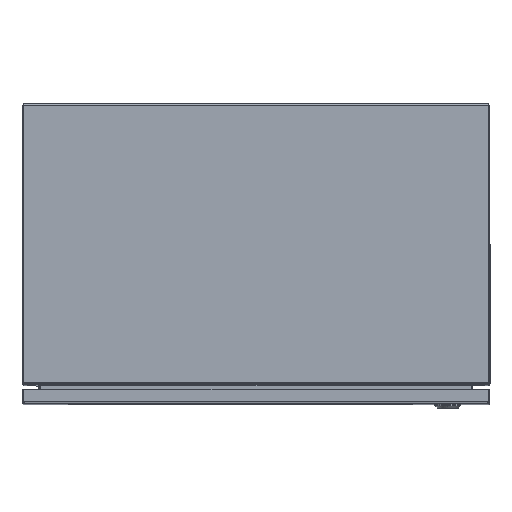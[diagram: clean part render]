
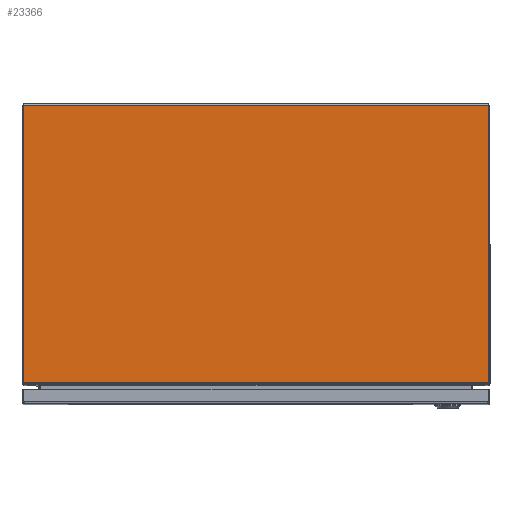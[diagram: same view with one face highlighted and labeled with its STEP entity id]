
A CAD part, top view. The second image highlights one B-rep face of the part: STEP entity #23366.
In plain terms, the highlighted planar face has unit normal (0, 0, 1).
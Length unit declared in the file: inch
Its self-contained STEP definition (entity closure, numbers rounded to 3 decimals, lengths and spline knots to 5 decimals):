
#554 = VERTEX_POINT ( 'NONE', #15757 ) ;
#826 = PLANE ( 'NONE',  #12921 ) ;
#1315 = CARTESIAN_POINT ( 'NONE',  ( -9.943, -0.086, 10. ) ) ;
#2639 = CARTESIAN_POINT ( 'NONE',  ( 9.943, -0.086, 10. ) ) ;
#3374 = EDGE_CURVE ( 'NONE', #15727, #13962, #33829, .T. ) ;
#3820 = DIRECTION ( 'NONE',  ( 0., 1., 0. ) ) ;
#4690 = LINE ( 'NONE', #13264, #16093 ) ;
#5845 = CARTESIAN_POINT ( 'NONE',  ( 9.943, -0.057, 10. ) ) ;
#6031 = DIRECTION ( 'NONE',  ( 0., 1., 0. ) ) ;
#8918 = ORIENTED_EDGE ( 'NONE', *, *, #34548, .T. ) ;
#9202 = VERTEX_POINT ( 'NONE', #12370 ) ;
#9435 = DIRECTION ( 'NONE',  ( 0., 1., 0. ) ) ;
#10769 = CIRCLE ( 'NONE', #13144, 0.188 ) ;
#11014 = DIRECTION ( 'NONE',  ( 0., -1., 0. ) ) ;
#11046 = ORIENTED_EDGE ( 'NONE', *, *, #21193, .T. ) ;
#11481 = FACE_OUTER_BOUND ( 'NONE', #32543, .T. ) ;
#11844 = DIRECTION ( 'NONE',  ( 0., 0., -1. ) ) ;
#12041 = CARTESIAN_POINT ( 'NONE',  ( 9.9401, -11.914, 10. ) ) ;
#12230 = CARTESIAN_POINT ( 'NONE',  ( -9.943, -11.943, 10. ) ) ;
#12370 = CARTESIAN_POINT ( 'NONE',  ( -9.9401, -11.914, 10. ) ) ;
#12407 = CARTESIAN_POINT ( 'NONE',  ( -9.755, -11.88112, 10. ) ) ;
#12921 = AXIS2_PLACEMENT_3D ( 'NONE', #12230, #35051, #9435 ) ;
#13080 = DIRECTION ( 'NONE',  ( 1., 0., 0. ) ) ;
#13144 = AXIS2_PLACEMENT_3D ( 'NONE', #12407, #11844, #3820 ) ;
#13264 = CARTESIAN_POINT ( 'NONE',  ( -9.943, -0.057, 10. ) ) ;
#13962 = VERTEX_POINT ( 'NONE', #2639 ) ;
#14046 = LINE ( 'NONE', #5845, #15881 ) ;
#14735 = DIRECTION ( 'NONE',  ( 0., 1., 0. ) ) ;
#15727 = VERTEX_POINT ( 'NONE', #1315 ) ;
#15757 = CARTESIAN_POINT ( 'NONE',  ( -9.943, -11.88112, 10. ) ) ;
#15881 = VECTOR ( 'NONE', #6031, 39.37008 ) ;
#16093 = VECTOR ( 'NONE', #11014, 39.37008 ) ;
#16376 = EDGE_CURVE ( 'NONE', #9202, #554, #10769, .T. ) ;
#16380 = CARTESIAN_POINT ( 'NONE',  ( 9.943, -11.88112, 10. ) ) ;
#16643 = ORIENTED_EDGE ( 'NONE', *, *, #24460, .F. ) ;
#19267 = CARTESIAN_POINT ( 'NONE',  ( -9.943, -0.086, 10. ) ) ;
#19734 = LINE ( 'NONE', #19924, #21936 ) ;
#19924 = CARTESIAN_POINT ( 'NONE',  ( -9.943, -11.914, 10. ) ) ;
#20630 = AXIS2_PLACEMENT_3D ( 'NONE', #22116, #23168, #14735 ) ;
#21193 = EDGE_CURVE ( 'NONE', #15727, #554, #4690, .T. ) ;
#21576 = VERTEX_POINT ( 'NONE', #16380 ) ;
#21936 = VECTOR ( 'NONE', #28506, 39.37008 ) ;
#22116 = CARTESIAN_POINT ( 'NONE',  ( 9.755, -11.88112, 10. ) ) ;
#22470 = EDGE_CURVE ( 'NONE', #21576, #23254, #33751, .T. ) ;
#23168 = DIRECTION ( 'NONE',  ( 0., 0., -1. ) ) ;
#23254 = VERTEX_POINT ( 'NONE', #12041 ) ;
#23366 = ADVANCED_FACE ( 'NONE', ( #11481 ), #826, .F. ) ;
#24460 = EDGE_CURVE ( 'NONE', #23254, #9202, #19734, .T. ) ;
#27049 = ORIENTED_EDGE ( 'NONE', *, *, #3374, .F. ) ;
#28506 = DIRECTION ( 'NONE',  ( -1., 0., 0. ) ) ;
#32314 = ORIENTED_EDGE ( 'NONE', *, *, #16376, .F. ) ;
#32543 = EDGE_LOOP ( 'NONE', ( #32314, #16643, #36507, #8918, #27049, #11046 ) ) ;
#33682 = VECTOR ( 'NONE', #13080, 39.37008 ) ;
#33751 = CIRCLE ( 'NONE', #20630, 0.188 ) ;
#33829 = LINE ( 'NONE', #19267, #33682 ) ;
#34548 = EDGE_CURVE ( 'NONE', #21576, #13962, #14046, .T. ) ;
#35051 = DIRECTION ( 'NONE',  ( 0., 0., -1. ) ) ;
#36507 = ORIENTED_EDGE ( 'NONE', *, *, #22470, .F. ) ;
